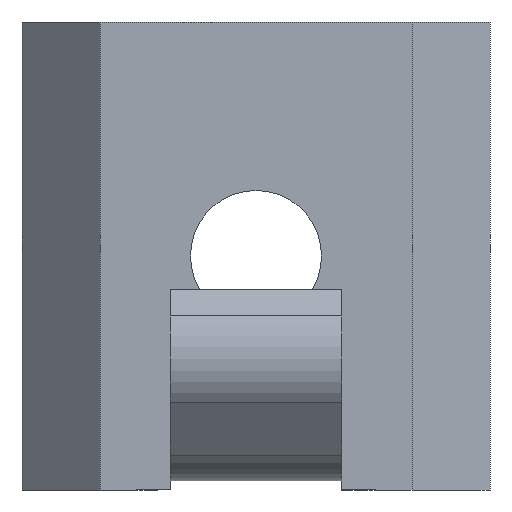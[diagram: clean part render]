
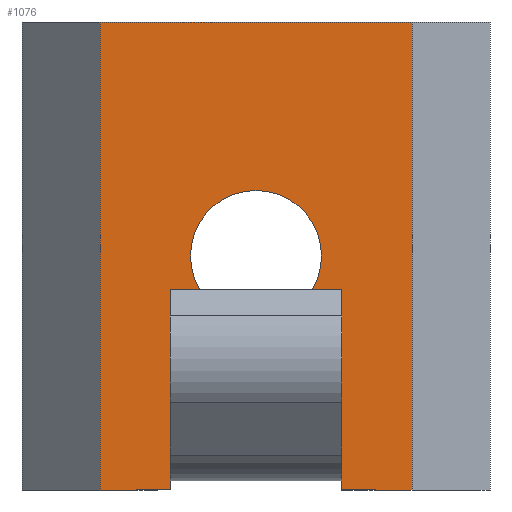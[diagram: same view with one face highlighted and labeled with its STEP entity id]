
A CAD part, front view. The second image highlights one B-rep face of the part: STEP entity #1076.
In plain terms, the highlighted planar face has unit normal (0, -1, 0).
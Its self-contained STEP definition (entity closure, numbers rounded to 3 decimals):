
#10 = VERTEX_POINT ( 'NONE', #314 ) ;
#31 = ORIENTED_EDGE ( 'NONE', *, *, #606, .F. ) ;
#33 = EDGE_LOOP ( 'NONE', ( #31, #1087, #939, #362, #190, #151, #809, #523, #112, #840 ) ) ;
#37 = EDGE_CURVE ( 'NONE', #10, #788, #1138, .T. ) ;
#54 = DIRECTION ( 'NONE',  ( 0., 0., -1. ) ) ;
#77 = EDGE_CURVE ( 'NONE', #375, #535, #275, .T. ) ;
#101 = LINE ( 'NONE', #449, #768 ) ;
#112 = ORIENTED_EDGE ( 'NONE', *, *, #667, .T. ) ;
#127 = VERTEX_POINT ( 'NONE', #738 ) ;
#128 = FACE_OUTER_BOUND ( 'NONE', #33, .T. ) ;
#130 = LINE ( 'NONE', #919, #934 ) ;
#144 = CARTESIAN_POINT ( 'NONE',  ( -2.75, 0., -15. ) ) ;
#148 = AXIS2_PLACEMENT_3D ( 'NONE', #858, #1129, #499 ) ;
#150 = VERTEX_POINT ( 'NONE', #657 ) ;
#151 = ORIENTED_EDGE ( 'NONE', *, *, #400, .F. ) ;
#187 = CARTESIAN_POINT ( 'NONE',  ( 0., 0., -5.4 ) ) ;
#190 = ORIENTED_EDGE ( 'NONE', *, *, #37, .F. ) ;
#199 = CARTESIAN_POINT ( 'NONE',  ( 2.75, 0., -15. ) ) ;
#203 = DIRECTION ( 'NONE',  ( 0., 0., 1. ) ) ;
#219 = DIRECTION ( 'NONE',  ( 0., 0., 1. ) ) ;
#232 = LINE ( 'NONE', #238, #470 ) ;
#238 = CARTESIAN_POINT ( 'NONE',  ( -5., 0., -15. ) ) ;
#239 = VERTEX_POINT ( 'NONE', #144 ) ;
#256 = LINE ( 'NONE', #810, #409 ) ;
#259 = CARTESIAN_POINT ( 'NONE',  ( -5., 0., -15. ) ) ;
#275 = LINE ( 'NONE', #611, #346 ) ;
#279 = LINE ( 'NONE', #380, #365 ) ;
#304 = VECTOR ( 'NONE', #1106, 1000. ) ;
#314 = CARTESIAN_POINT ( 'NONE',  ( -5., 0., 0. ) ) ;
#333 = AXIS2_PLACEMENT_3D ( 'NONE', #454, #1081, #551 ) ;
#335 = LINE ( 'NONE', #642, #496 ) ;
#346 = VECTOR ( 'NONE', #54, 1000. ) ;
#353 = CARTESIAN_POINT ( 'NONE',  ( -5., 0., -15. ) ) ;
#362 = ORIENTED_EDGE ( 'NONE', *, *, #884, .T. ) ;
#363 = DIRECTION ( 'NONE',  ( 0., 0., 1. ) ) ;
#365 = VECTOR ( 'NONE', #219, 1000. ) ;
#368 = EDGE_CURVE ( 'NONE', #976, #1056, #468, .T. ) ;
#375 = VERTEX_POINT ( 'NONE', #441 ) ;
#380 = CARTESIAN_POINT ( 'NONE',  ( 2.75, 0., -15. ) ) ;
#388 = VERTEX_POINT ( 'NONE', #627 ) ;
#391 = CIRCLE ( 'NONE', #148, 2.1 ) ;
#400 = EDGE_CURVE ( 'NONE', #779, #10, #1082, .T. ) ;
#409 = VECTOR ( 'NONE', #561, 1000. ) ;
#435 = DIRECTION ( 'NONE',  ( 0., 0., -1. ) ) ;
#441 = CARTESIAN_POINT ( 'NONE',  ( 2.75, 0., -14.7 ) ) ;
#449 = CARTESIAN_POINT ( 'NONE',  ( -2.75, 0., -15. ) ) ;
#454 = CARTESIAN_POINT ( 'NONE',  ( 0., 0., -7.5 ) ) ;
#468 = LINE ( 'NONE', #962, #1127 ) ;
#470 = VECTOR ( 'NONE', #602, 1000. ) ;
#473 = DIRECTION ( 'NONE',  ( 0., 0., 1. ) ) ;
#488 = CARTESIAN_POINT ( 'NONE',  ( -5., 0., 0. ) ) ;
#496 = VECTOR ( 'NONE', #473, 1000. ) ;
#499 = DIRECTION ( 'NONE',  ( 0., 0., 1. ) ) ;
#523 = ORIENTED_EDGE ( 'NONE', *, *, #802, .T. ) ;
#535 = VERTEX_POINT ( 'NONE', #199 ) ;
#551 = DIRECTION ( 'NONE',  ( 0., 0., 1. ) ) ;
#561 = DIRECTION ( 'NONE',  ( 1., 0., 0. ) ) ;
#568 = EDGE_LOOP ( 'NONE', ( #633, #994 ) ) ;
#569 = EDGE_CURVE ( 'NONE', #535, #127, #256, .T. ) ;
#602 = DIRECTION ( 'NONE',  ( 1., 0., 0. ) ) ;
#606 = EDGE_CURVE ( 'NONE', #375, #1056, #279, .T. ) ;
#611 = CARTESIAN_POINT ( 'NONE',  ( 2.75, 0., -15. ) ) ;
#627 = CARTESIAN_POINT ( 'NONE',  ( 0., 0., -9.6 ) ) ;
#633 = ORIENTED_EDGE ( 'NONE', *, *, #799, .T. ) ;
#642 = CARTESIAN_POINT ( 'NONE',  ( 5., 0., -15. ) ) ;
#657 = CARTESIAN_POINT ( 'NONE',  ( -2.75, 0., -14.7 ) ) ;
#667 = EDGE_CURVE ( 'NONE', #150, #976, #130, .T. ) ;
#693 = PLANE ( 'NONE',  #796 ) ;
#707 = EDGE_CURVE ( 'NONE', #388, #830, #391, .T. ) ;
#738 = CARTESIAN_POINT ( 'NONE',  ( 5., 0., -15. ) ) ;
#768 = VECTOR ( 'NONE', #363, 1000. ) ;
#779 = VERTEX_POINT ( 'NONE', #980 ) ;
#788 = VERTEX_POINT ( 'NONE', #1159 ) ;
#796 = AXIS2_PLACEMENT_3D ( 'NONE', #259, #862, #435 ) ;
#799 = EDGE_CURVE ( 'NONE', #830, #388, #984, .T. ) ;
#802 = EDGE_CURVE ( 'NONE', #239, #150, #101, .T. ) ;
#809 = ORIENTED_EDGE ( 'NONE', *, *, #1099, .T. ) ;
#810 = CARTESIAN_POINT ( 'NONE',  ( -5., 0., -15. ) ) ;
#812 = FACE_BOUND ( 'NONE', #568, .T. ) ;
#830 = VERTEX_POINT ( 'NONE', #187 ) ;
#835 = CARTESIAN_POINT ( 'NONE',  ( 2.75, 0., -14.5 ) ) ;
#840 = ORIENTED_EDGE ( 'NONE', *, *, #368, .T. ) ;
#858 = CARTESIAN_POINT ( 'NONE',  ( 0., 0., -7.5 ) ) ;
#862 = DIRECTION ( 'NONE',  ( 0., -1., 0. ) ) ;
#884 = EDGE_CURVE ( 'NONE', #127, #788, #335, .T. ) ;
#899 = DIRECTION ( 'NONE',  ( 0., 0., 1. ) ) ;
#919 = CARTESIAN_POINT ( 'NONE',  ( -2.75, 0., -15. ) ) ;
#934 = VECTOR ( 'NONE', #203, 1000. ) ;
#939 = ORIENTED_EDGE ( 'NONE', *, *, #569, .T. ) ;
#962 = CARTESIAN_POINT ( 'NONE',  ( -5., 0., -14.5 ) ) ;
#976 = VERTEX_POINT ( 'NONE', #1103 ) ;
#980 = CARTESIAN_POINT ( 'NONE',  ( -5., 0., -15. ) ) ;
#984 = CIRCLE ( 'NONE', #333, 2.1 ) ;
#994 = ORIENTED_EDGE ( 'NONE', *, *, #707, .T. ) ;
#1044 = DIRECTION ( 'NONE',  ( 1., 0., 0. ) ) ;
#1056 = VERTEX_POINT ( 'NONE', #835 ) ;
#1076 = ADVANCED_FACE ( 'NONE', ( #128, #812 ), #693, .T. ) ;
#1081 = DIRECTION ( 'NONE',  ( 0., 1., 0. ) ) ;
#1082 = LINE ( 'NONE', #353, #1110 ) ;
#1087 = ORIENTED_EDGE ( 'NONE', *, *, #77, .T. ) ;
#1099 = EDGE_CURVE ( 'NONE', #779, #239, #232, .T. ) ;
#1103 = CARTESIAN_POINT ( 'NONE',  ( -2.75, 0., -14.5 ) ) ;
#1106 = DIRECTION ( 'NONE',  ( 1., 0., 0. ) ) ;
#1110 = VECTOR ( 'NONE', #899, 1000. ) ;
#1127 = VECTOR ( 'NONE', #1044, 1000. ) ;
#1129 = DIRECTION ( 'NONE',  ( 0., 1., 0. ) ) ;
#1138 = LINE ( 'NONE', #488, #304 ) ;
#1159 = CARTESIAN_POINT ( 'NONE',  ( 5., 0., 0. ) ) ;
